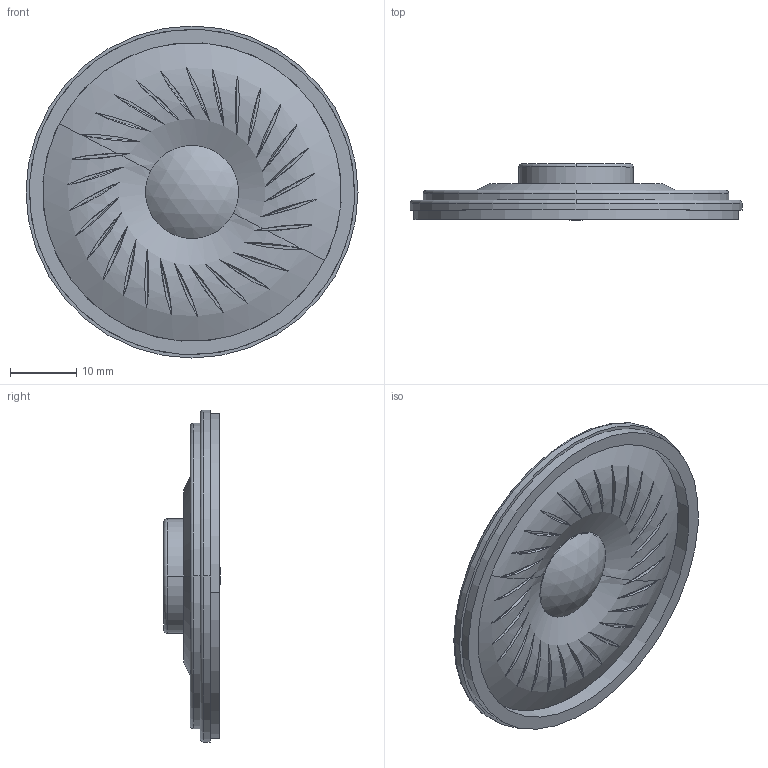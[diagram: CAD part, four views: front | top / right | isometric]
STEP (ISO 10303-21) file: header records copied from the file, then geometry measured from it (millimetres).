
FILE_DESCRIPTION((''),'2;1');
FILE_NAME('K 50 FL 090929.stp','2011-04-28T13:12:31',('CAD'),(''),'Autodesk Inventor 9','Autodesk Inventor 9','');
FILE_SCHEMA(('AUTOMOTIVE_DESIGN { 1 0 10303 214 1 1 1 1 }'));
Length unit declared in the file: millimetre
Products named in the file (4): K 50 FL 090929; K 50 FL Korb 090929; K 50 FL Membran 090929; K 50 FL Dichtring 090929
Assembly tree (3 placements, depth 2):
  K 50 FL 090929
    K 50 FL Korb 090929
    K 50 FL Membran 090929
    K 50 FL Dichtring 090929
Bounding box: 50 x 8.53 x 50 mm (x, y, z)
Volume: 2599.6 mm3; surface area: 10260.2 mm2
Topology: 3 solids, 3 shells, 164 faces, 366 edges, 246 vertices
Faces by surface type: cylinder 84, plane 44, bspline 25, torus 6, cone 4, sphere 1
Entity records: 5445 total; most frequent: CARTESIAN_POINT 1623, DIRECTION 818, ORIENTED_EDGE 732, AXIS2_PLACEMENT_3D 370, EDGE_CURVE 366, VERTEX_POINT 246, EDGE_LOOP 226, CIRCLE 224
